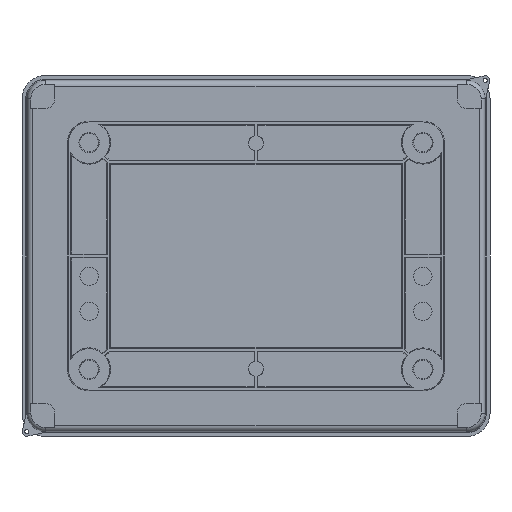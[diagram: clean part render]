
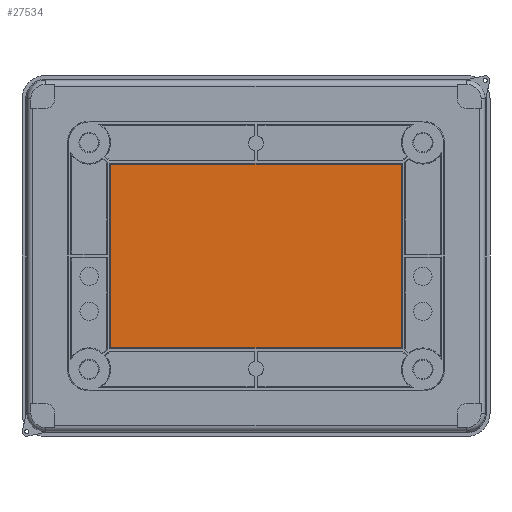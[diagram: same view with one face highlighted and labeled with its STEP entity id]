
A CAD part, front view. The second image highlights one B-rep face of the part: STEP entity #27534.
In plain terms, the highlighted planar face has unit normal (0, -1, 0).
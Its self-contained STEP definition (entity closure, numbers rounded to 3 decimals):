
#850 = DIRECTION ( 'NONE',  ( 0., 0., -1. ) ) ;
#3484 = EDGE_CURVE ( 'NONE', #16410, #12384, #23535, .T. ) ;
#3547 = ORIENTED_EDGE ( 'NONE', *, *, #14989, .T. ) ;
#3780 = AXIS2_PLACEMENT_3D ( 'NONE', #15262, #27764, #11208 ) ;
#4081 = CARTESIAN_POINT ( 'NONE',  ( -62.5, 0., -39.5 ) ) ;
#7824 = DIRECTION ( 'NONE',  ( 1., 0., 0. ) ) ;
#8242 = CARTESIAN_POINT ( 'NONE',  ( 62.5, 0., -39.5 ) ) ;
#9721 = EDGE_CURVE ( 'NONE', #35484, #20538, #14900, .T. ) ;
#10507 = ORIENTED_EDGE ( 'NONE', *, *, #3484, .T. ) ;
#11208 = DIRECTION ( 'NONE',  ( 0., 0., -1. ) ) ;
#11444 = PLANE ( 'NONE',  #3780 ) ;
#12384 = VERTEX_POINT ( 'NONE', #28134 ) ;
#12446 = CARTESIAN_POINT ( 'NONE',  ( 62.5, 0., -39.5 ) ) ;
#13146 = VECTOR ( 'NONE', #41724, 1000. ) ;
#14071 = CARTESIAN_POINT ( 'NONE',  ( 62.5, 0., 39.5 ) ) ;
#14762 = VECTOR ( 'NONE', #850, 1000. ) ;
#14900 = LINE ( 'NONE', #8242, #36614 ) ;
#14989 = EDGE_CURVE ( 'NONE', #12384, #35484, #29633, .T. ) ;
#15262 = CARTESIAN_POINT ( 'NONE',  ( -90.5, 0., 67.5 ) ) ;
#16410 = VERTEX_POINT ( 'NONE', #14071 ) ;
#16921 = VECTOR ( 'NONE', #36433, 1000. ) ;
#18943 = ORIENTED_EDGE ( 'NONE', *, *, #9721, .T. ) ;
#20538 = VERTEX_POINT ( 'NONE', #12446 ) ;
#20539 = CARTESIAN_POINT ( 'NONE',  ( 62.5, 0., 39.5 ) ) ;
#21213 = EDGE_CURVE ( 'NONE', #20538, #16410, #35056, .T. ) ;
#22670 = EDGE_LOOP ( 'NONE', ( #3547, #18943, #40596, #10507 ) ) ;
#23535 = LINE ( 'NONE', #20539, #16921 ) ;
#27534 = ADVANCED_FACE ( 'NONE', ( #34829 ), #11444, .T. ) ;
#27764 = DIRECTION ( 'NONE',  ( 0., -1., 0. ) ) ;
#28134 = CARTESIAN_POINT ( 'NONE',  ( -62.5, 0., 39.5 ) ) ;
#29633 = LINE ( 'NONE', #4081, #14762 ) ;
#31242 = CARTESIAN_POINT ( 'NONE',  ( 62.5, 0., -39.5 ) ) ;
#34829 = FACE_OUTER_BOUND ( 'NONE', #22670, .T. ) ;
#35056 = LINE ( 'NONE', #31242, #13146 ) ;
#35484 = VERTEX_POINT ( 'NONE', #38647 ) ;
#36433 = DIRECTION ( 'NONE',  ( -1., 0., 0. ) ) ;
#36614 = VECTOR ( 'NONE', #7824, 1000. ) ;
#38647 = CARTESIAN_POINT ( 'NONE',  ( -62.5, 0., -39.5 ) ) ;
#40596 = ORIENTED_EDGE ( 'NONE', *, *, #21213, .T. ) ;
#41724 = DIRECTION ( 'NONE',  ( 0., 0., 1. ) ) ;
